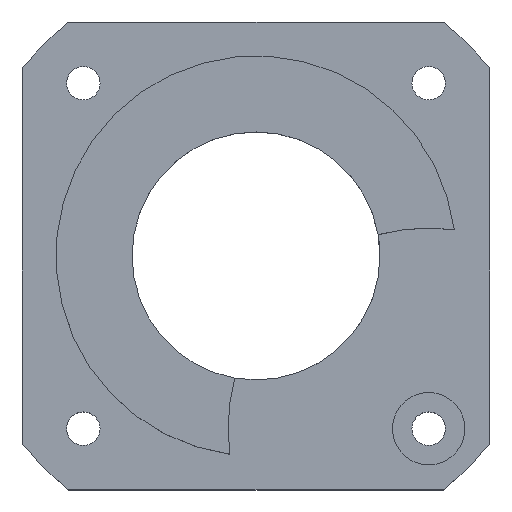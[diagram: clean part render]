
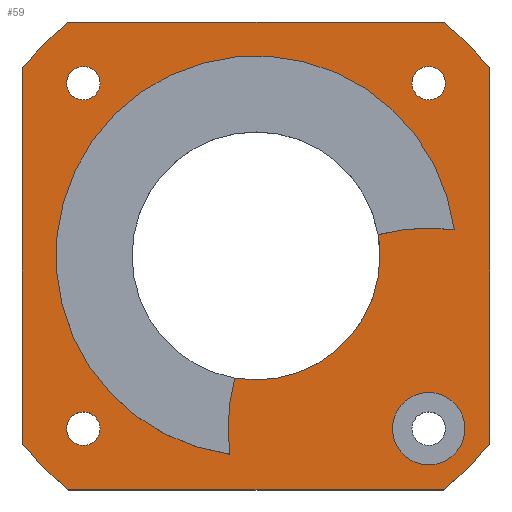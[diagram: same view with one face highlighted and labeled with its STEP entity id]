
A CAD part, top view. The second image highlights one B-rep face of the part: STEP entity #59.
In plain terms, the highlighted planar face has unit normal (0, 0, 1).
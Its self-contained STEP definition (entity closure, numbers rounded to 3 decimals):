
#59=ADVANCED_FACE('',(#101,#103,#105,#107,#109,#111),#113,.T.);
#101=FACE_BOUND('',#102,.T.);
#102=EDGE_LOOP('',(#380,#381,#382,#383,#384,#385,#386,#387));
#103=FACE_BOUND('',#104,.T.);
#104=EDGE_LOOP('',(#388,#389,#390,#391,#392));
#105=FACE_BOUND('',#106,.T.);
#106=EDGE_LOOP('',(#393));
#107=FACE_BOUND('',#108,.T.);
#108=EDGE_LOOP('',(#394));
#109=FACE_BOUND('',#110,.T.);
#110=EDGE_LOOP('',(#395));
#111=FACE_BOUND('',#112,.T.);
#112=EDGE_LOOP('',(#396));
#113=PLANE('',#114);
#114=AXIS2_PLACEMENT_3D('',#115,#116,#117);
#115=CARTESIAN_POINT('',(0.,0.,3.));
#116=DIRECTION('',(0.,0.,1.));
#117=DIRECTION('',(1.,0.,0.));
#380=ORIENTED_EDGE('',*,*,#518,.T.);
#381=ORIENTED_EDGE('',*,*,#519,.T.);
#382=ORIENTED_EDGE('',*,*,#520,.T.);
#383=ORIENTED_EDGE('',*,*,#521,.T.);
#384=ORIENTED_EDGE('',*,*,#522,.T.);
#385=ORIENTED_EDGE('',*,*,#523,.T.);
#386=ORIENTED_EDGE('',*,*,#524,.T.);
#387=ORIENTED_EDGE('',*,*,#525,.T.);
#388=ORIENTED_EDGE('',*,*,#526,.F.);
#389=ORIENTED_EDGE('',*,*,#512,.T.);
#390=ORIENTED_EDGE('',*,*,#516,.T.);
#391=ORIENTED_EDGE('',*,*,#527,.F.);
#392=ORIENTED_EDGE('',*,*,#528,.F.);
#393=ORIENTED_EDGE('',*,*,#529,.T.);
#394=ORIENTED_EDGE('',*,*,#530,.T.);
#395=ORIENTED_EDGE('',*,*,#531,.T.);
#396=ORIENTED_EDGE('',*,*,#532,.F.);
#512=EDGE_CURVE('',#581,#582,#583,.F.);
#516=EDGE_CURVE('',#582,#588,#590,.F.);
#518=EDGE_CURVE('',#593,#594,#595,.T.);
#519=EDGE_CURVE('',#594,#596,#597,.T.);
#520=EDGE_CURVE('',#596,#598,#599,.T.);
#521=EDGE_CURVE('',#598,#600,#601,.T.);
#522=EDGE_CURVE('',#600,#602,#603,.T.);
#523=EDGE_CURVE('',#602,#604,#605,.T.);
#524=EDGE_CURVE('',#604,#606,#607,.T.);
#525=EDGE_CURVE('',#606,#593,#608,.T.);
#526=EDGE_CURVE('',#581,#609,#610,.T.);
#527=EDGE_CURVE('',#611,#588,#612,.T.);
#528=EDGE_CURVE('',#609,#611,#613,.T.);
#529=EDGE_CURVE('',#614,#614,#615,.F.);
#530=EDGE_CURVE('',#616,#616,#617,.F.);
#531=EDGE_CURVE('',#618,#618,#619,.F.);
#532=EDGE_CURVE('',#620,#620,#621,.T.);
#581=VERTEX_POINT('',#699);
#582=VERTEX_POINT('',#700);
#583=CIRCLE('',#701,11.125);
#588=VERTEX_POINT('',#714);
#590=CIRCLE('',#718,11.125);
#593=VERTEX_POINT('',#727);
#594=VERTEX_POINT('',#728);
#595=CIRCLE('',#729,26.9);
#596=VERTEX_POINT('',#733);
#597=LINE('',#734,#735);
#598=VERTEX_POINT('',#737);
#599=CIRCLE('',#738,26.9);
#600=VERTEX_POINT('',#742);
#601=LINE('',#743,#744);
#602=VERTEX_POINT('',#746);
#603=CIRCLE('',#747,26.9);
#604=VERTEX_POINT('',#751);
#605=LINE('',#752,#753);
#606=VERTEX_POINT('',#755);
#607=CIRCLE('',#756,26.9);
#608=LINE('',#760,#761);
#609=VERTEX_POINT('',#763);
#610=CIRCLE('',#764,18.);
#611=VERTEX_POINT('',#768);
#612=CIRCLE('',#769,18.);
#613=CIRCLE('',#773,17.95);
#614=VERTEX_POINT('',#777);
#615=CIRCLE('',#778,1.5);
#616=VERTEX_POINT('',#782);
#617=CIRCLE('',#783,1.5);
#618=VERTEX_POINT('',#787);
#619=CIRCLE('',#788,1.5);
#620=VERTEX_POINT('',#792);
#621=CIRCLE('',#793,3.25);
#699=CARTESIAN_POINT('',(10.958,1.918,3.));
#700=CARTESIAN_POINT('',(11.125,0.,3.));
#701=AXIS2_PLACEMENT_3D('',#702,#703,#704);
#702=CARTESIAN_POINT('',(0.,0.,3.));
#703=DIRECTION('',(0.,0.,1.));
#704=DIRECTION('',(1.,0.,0.));
#714=CARTESIAN_POINT('',(-1.918,-10.958,3.));
#718=AXIS2_PLACEMENT_3D('',#719,#720,#721);
#719=CARTESIAN_POINT('',(0.,0.,3.));
#720=DIRECTION('',(0.,0.,1.));
#721=DIRECTION('',(-0.172,-0.985,0.));
#727=CARTESIAN_POINT('',(16.811,-21.,3.));
#728=CARTESIAN_POINT('',(21.,-16.811,3.));
#729=AXIS2_PLACEMENT_3D('',#730,#731,#732);
#730=CARTESIAN_POINT('',(0.,0.,3.));
#731=DIRECTION('',(0.,0.,1.));
#732=DIRECTION('',(0.625,-0.781,0.));
#733=CARTESIAN_POINT('',(21.,16.811,3.));
#734=CARTESIAN_POINT('',(21.,-16.811,3.));
#735=VECTOR('',#736,1.);
#736=DIRECTION('',(0.,1.,0.));
#737=CARTESIAN_POINT('',(16.811,21.,3.));
#738=AXIS2_PLACEMENT_3D('',#739,#740,#741);
#739=CARTESIAN_POINT('',(0.,0.,3.));
#740=DIRECTION('',(0.,0.,1.));
#741=DIRECTION('',(0.781,0.625,0.));
#742=CARTESIAN_POINT('',(-16.811,21.,3.));
#743=CARTESIAN_POINT('',(16.811,21.,3.));
#744=VECTOR('',#745,1.);
#745=DIRECTION('',(-1.,0.,0.));
#746=CARTESIAN_POINT('',(-21.,16.811,3.));
#747=AXIS2_PLACEMENT_3D('',#748,#749,#750);
#748=CARTESIAN_POINT('',(0.,0.,3.));
#749=DIRECTION('',(0.,0.,1.));
#750=DIRECTION('',(-0.625,0.781,0.));
#751=CARTESIAN_POINT('',(-21.,-16.811,3.));
#752=CARTESIAN_POINT('',(-21.,16.811,3.));
#753=VECTOR('',#754,1.);
#754=DIRECTION('',(0.,-1.,0.));
#755=CARTESIAN_POINT('',(-16.811,-21.,3.));
#756=AXIS2_PLACEMENT_3D('',#757,#758,#759);
#757=CARTESIAN_POINT('',(0.,0.,3.));
#758=DIRECTION('',(0.,0.,1.));
#759=DIRECTION('',(-0.781,-0.625,0.));
#760=CARTESIAN_POINT('',(-16.811,-21.,3.));
#761=VECTOR('',#762,1.);
#762=DIRECTION('',(1.,0.,0.));
#763=CARTESIAN_POINT('',(17.795,2.353,3.));
#764=AXIS2_PLACEMENT_3D('',#765,#766,#767);
#765=CARTESIAN_POINT('',(15.5,-15.5,3.));
#766=DIRECTION('',(0.,0.,-1.));
#767=DIRECTION('',(-0.252,0.968,0.));
#768=CARTESIAN_POINT('',(-2.353,-17.795,3.));
#769=AXIS2_PLACEMENT_3D('',#770,#771,#772);
#770=CARTESIAN_POINT('',(15.5,-15.5,3.));
#771=DIRECTION('',(0.,0.,-1.));
#772=DIRECTION('',(-0.992,-0.128,0.));
#773=AXIS2_PLACEMENT_3D('',#774,#775,#776);
#774=CARTESIAN_POINT('',(0.,0.,3.));
#775=DIRECTION('',(0.,-0.,1.));
#776=DIRECTION('',(0.991,0.131,0.));
#777=CARTESIAN_POINT('',(-15.5,-17.,3.));
#778=AXIS2_PLACEMENT_3D('',#779,#780,#781);
#779=CARTESIAN_POINT('',(-15.5,-15.5,3.));
#780=DIRECTION('',(0.,0.,1.));
#781=DIRECTION('',(0.,-1.,0.));
#782=CARTESIAN_POINT('',(15.5,14.,3.));
#783=AXIS2_PLACEMENT_3D('',#784,#785,#786);
#784=CARTESIAN_POINT('',(15.5,15.5,3.));
#785=DIRECTION('',(0.,0.,1.));
#786=DIRECTION('',(0.,-1.,0.));
#787=CARTESIAN_POINT('',(-15.5,14.,3.));
#788=AXIS2_PLACEMENT_3D('',#789,#790,#791);
#789=CARTESIAN_POINT('',(-15.5,15.5,3.));
#790=DIRECTION('',(0.,0.,1.));
#791=DIRECTION('',(0.,-1.,0.));
#792=CARTESIAN_POINT('',(18.75,-15.5,3.));
#793=AXIS2_PLACEMENT_3D('',#794,#795,#796);
#794=CARTESIAN_POINT('',(15.5,-15.5,3.));
#795=DIRECTION('',(0.,0.,1.));
#796=DIRECTION('',(1.,0.,0.));
